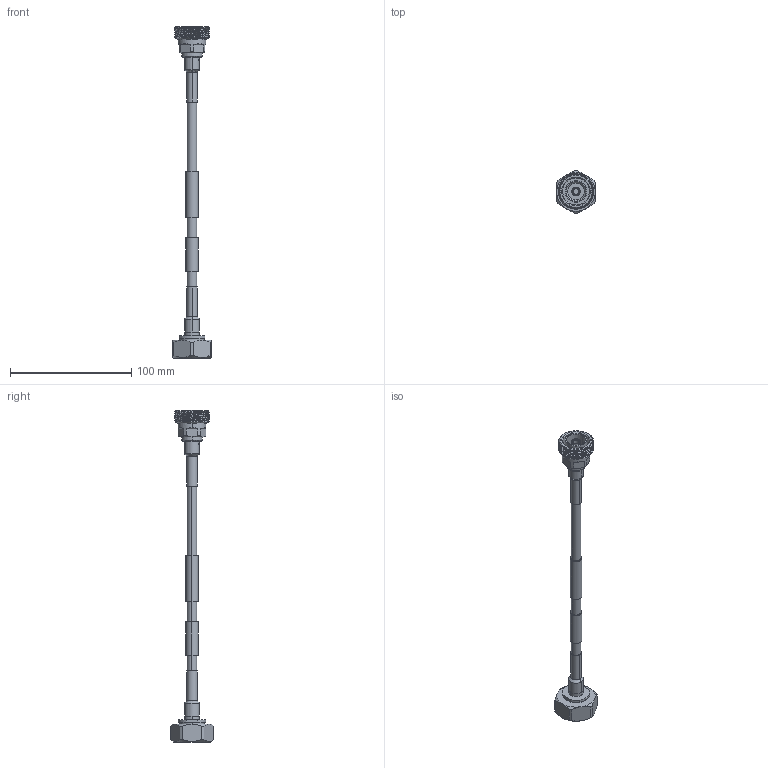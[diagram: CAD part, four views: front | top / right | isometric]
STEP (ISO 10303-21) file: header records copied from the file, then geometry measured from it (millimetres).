
FILE_DESCRIPTION (( 'STEP AP214' ), '1' );
FILE_NAME ('PE3C8494.step', '2021-10-05T16:06:22', ( '' ), ( '' ), 'SwSTEP 2.0', 'SolidWorks 2021', '' );
FILE_SCHEMA (( 'AUTOMOTIVE_DESIGN' ));
Length unit declared in the file: inch
Products named in the file (5): PE3C8494; TC-250-716M-LP^PE3C8494; SPF-250^PE3C8494; TC-SPP250-716F-LP^PE3C8494; Heat Shrink^PE3C8494
Assembly tree (5 placements, depth 2):
  PE3C8494
    SPF-250^PE3C8494
    Heat Shrink^PE3C8494  x2
    TC-SPP250-716F-LP^PE3C8494
    TC-250-716M-LP^PE3C8494
Bounding box: 31.75 x 35.58 x 273.58 mm (x, y, z)
Volume: 31552.7 mm3; surface area: 20384.4 mm2
Topology: 5 solids, 6 shells, 247 faces, 573 edges, 364 vertices
Faces by surface type: cylinder 105, plane 78, cone 48, bspline 10, torus 6
Entity records: 11264 total; most frequent: CARTESIAN_POINT 5679, DIRECTION 1137, ORIENTED_EDGE 1118, EDGE_CURVE 559, AXIS2_PLACEMENT_3D 468, VERTEX_POINT 356, EDGE_LOOP 269, ADVANCED_FACE 239
